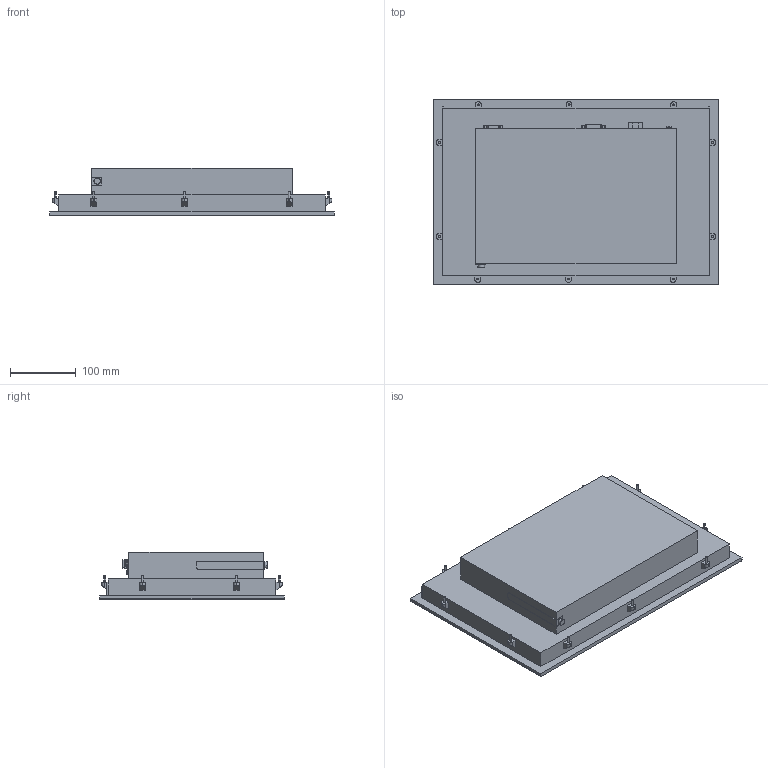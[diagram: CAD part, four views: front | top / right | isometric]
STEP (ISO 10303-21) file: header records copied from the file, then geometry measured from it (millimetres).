
FILE_DESCRIPTION(('CATIA V5 STEP Exchange','CAx-IF Rec.Pracs.--- Model Styling and Organization---1.4--- 2014-01-23'),'2;1');
FILE_NAME ('D1410063_1_2676540000_2676530000.stp','2020-02-26T13:57:31+00:00',('none'),('Weidmueller'),'CATIA Version 5-6 Release 2016 SP3 HF44','CATIA V5 STEP AP214','none');
FILE_SCHEMA(('AUTOMOTIVE_DESIGN { 1 0 10303 214 1 1 1 1 }'));
Length unit declared in the file: millimetre
Products named in the file (1): 2676530000
Bounding box: 433 x 280.5 x 72.6 mm (x, y, z)
Volume: 5938068.6 mm3; surface area: 1055700.7 mm2
Topology: 47 solids, 47 shells, 909 faces, 2208 edges, 1460 vertices
Faces by surface type: plane 659, cylinder 232, cone 12, extrusion 4, torus 2
Entity records: 27579 total; most frequent: CARTESIAN_POINT 6163, ORIENTED_EDGE 4416, DIRECTION 3512, EDGE_CURVE 2208, VECTOR 1700, LINE 1696, VERTEX_POINT 1460, AXIS2_PLACEMENT_3D 1072
